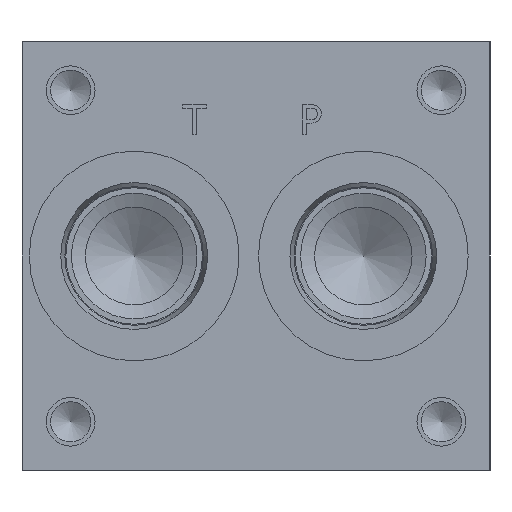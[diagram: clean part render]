
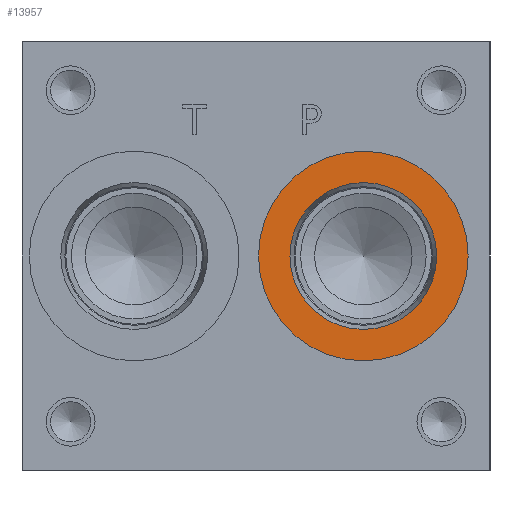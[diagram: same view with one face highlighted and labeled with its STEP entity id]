
A CAD part, left-side view. The second image highlights one B-rep face of the part: STEP entity #13957.
In plain terms, the highlighted planar face has unit normal (-1, 0, 0).
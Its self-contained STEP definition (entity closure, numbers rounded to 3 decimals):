
#349=CIRCLE('',#14669,17.069);
#350=CIRCLE('',#14670,17.069);
#351=CIRCLE('',#14672,11.951);
#352=CIRCLE('',#14673,11.951);
#698=FACE_BOUND('',#2636,.T.);
#1835=FACE_OUTER_BOUND('',#2635,.T.);
#2635=EDGE_LOOP('',(#11650,#11651));
#2636=EDGE_LOOP('',(#11652,#11653));
#6331=VERTEX_POINT('',#23677);
#6332=VERTEX_POINT('',#23679);
#6333=VERTEX_POINT('',#23683);
#6334=VERTEX_POINT('',#23684);
#8192=EDGE_CURVE('',#6331,#6332,#349,.T.);
#8193=EDGE_CURVE('',#6332,#6331,#350,.T.);
#8194=EDGE_CURVE('',#6333,#6334,#351,.T.);
#8195=EDGE_CURVE('',#6334,#6333,#352,.T.);
#11650=ORIENTED_EDGE('',*,*,#8193,.F.);
#11651=ORIENTED_EDGE('',*,*,#8192,.F.);
#11652=ORIENTED_EDGE('',*,*,#8194,.T.);
#11653=ORIENTED_EDGE('',*,*,#8195,.T.);
#12893=PLANE('',#14671);
#13957=ADVANCED_FACE('',(#1835,#698),#12893,.F.);
#14669=AXIS2_PLACEMENT_3D('',#23680,#17223,#17224);
#14670=AXIS2_PLACEMENT_3D('',#23681,#17225,#17226);
#14671=AXIS2_PLACEMENT_3D('',#23682,#17227,#17228);
#14672=AXIS2_PLACEMENT_3D('',#23685,#17229,#17230);
#14673=AXIS2_PLACEMENT_3D('',#23686,#17231,#17232);
#17223=DIRECTION('center_axis',(1.,0.,0.));
#17224=DIRECTION('ref_axis',(0.,0.,-1.));
#17225=DIRECTION('center_axis',(1.,0.,0.));
#17226=DIRECTION('ref_axis',(0.,0.,-1.));
#17227=DIRECTION('center_axis',(1.,0.,0.));
#17228=DIRECTION('ref_axis',(0.,0.,-1.));
#17229=DIRECTION('center_axis',(1.,0.,0.));
#17230=DIRECTION('ref_axis',(0.,0.,-1.));
#17231=DIRECTION('center_axis',(1.,0.,0.));
#17232=DIRECTION('ref_axis',(0.,0.,-1.));
#23677=CARTESIAN_POINT('',(0.787,20.625,17.856));
#23679=CARTESIAN_POINT('',(0.787,20.625,51.994));
#23680=CARTESIAN_POINT('Origin',(0.787,20.625,34.925));
#23681=CARTESIAN_POINT('Origin',(0.787,20.625,34.925));
#23682=CARTESIAN_POINT('Origin',(0.787,20.625,46.876));
#23683=CARTESIAN_POINT('',(0.787,20.625,46.876));
#23684=CARTESIAN_POINT('',(0.787,20.625,22.974));
#23685=CARTESIAN_POINT('Origin',(0.787,20.625,34.925));
#23686=CARTESIAN_POINT('Origin',(0.787,20.625,34.925));
